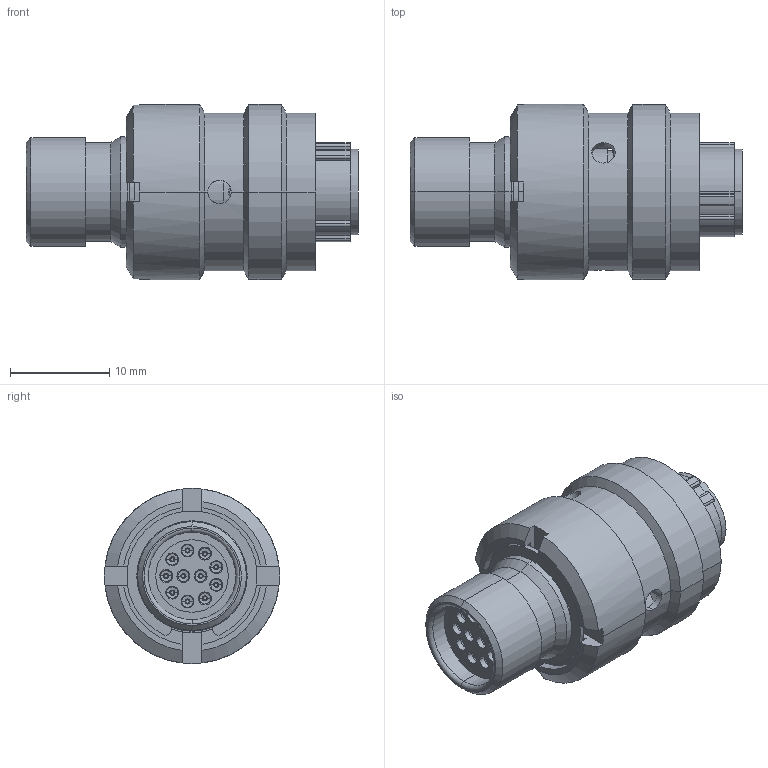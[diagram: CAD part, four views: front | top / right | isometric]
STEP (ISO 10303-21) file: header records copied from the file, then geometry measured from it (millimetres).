
FILE_DESCRIPTION (( 'STEP AP214' ), '1' );
FILE_NAME ('ASDD608-11SA.STEP', '2020-01-28T11:51:25', ( 'TE Connectivity' ), ( 'TE Connectivity' ), 'SwSTEP 2.0', 'SolidWorks 2016', '' );
FILE_SCHEMA (( 'AUTOMOTIVE_DESIGN' ));
Length unit declared in the file: millimetre
Products named in the file (1): ASDD608-11SA
Bounding box: 33.37 x 17.6 x 17.6 mm (x, y, z)
Volume: 3986.4 mm3; surface area: 8407.9 mm2
Topology: 33 solids, 33 shells, 1658 faces, 3916 edges, 2332 vertices
Faces by surface type: cylinder 536, plane 468, torus 366, cone 212, bspline 74, sphere 2
Entity records: 70999 total; most frequent: CARTESIAN_POINT 14991, DIRECTION 8028, ORIENTED_EDGE 7776, EDGE_CURVE 3888, AXIS2_PLACEMENT_3D 3348, VERTEX_POINT 2328, EDGE_LOOP 1792, CIRCLE 1763
